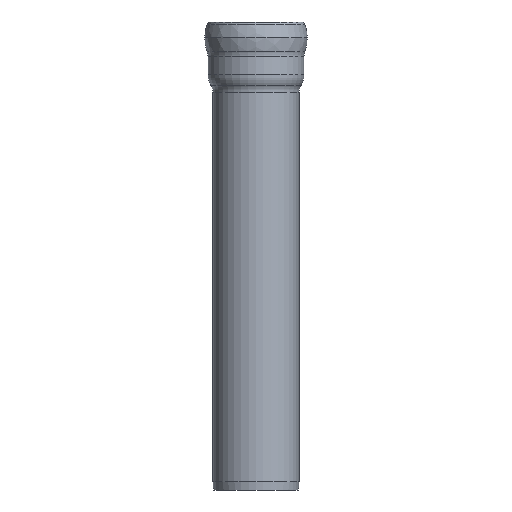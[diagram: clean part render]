
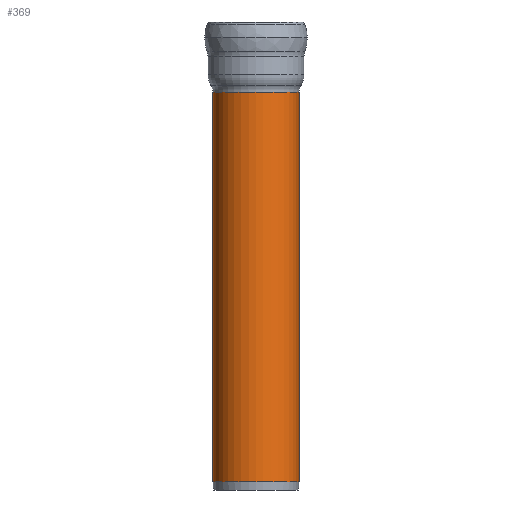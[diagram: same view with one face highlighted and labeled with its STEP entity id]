
A CAD part, front view. The second image highlights one B-rep face of the part: STEP entity #369.
In plain terms, the highlighted cylindrical face has radius 265 mm (diameter 530 mm), a full revolution.
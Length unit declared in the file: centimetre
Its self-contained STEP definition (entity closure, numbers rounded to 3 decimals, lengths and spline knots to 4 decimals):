
#33=CYLINDRICAL_SURFACE('',#400,26.5);
#42=FACE_OUTER_BOUND('',#64,.T.);
#64=EDGE_LOOP('',(#264,#265,#266,#267,#268,#269));
#86=LINE('',#618,#99);
#99=VECTOR('',#482,26.5);
#110=CIRCLE('',#393,26.5);
#111=CIRCLE('',#394,26.5);
#115=CIRCLE('',#401,26.5);
#116=CIRCLE('',#402,26.5);
#155=VERTEX_POINT('',#601);
#156=VERTEX_POINT('',#602);
#160=VERTEX_POINT('',#617);
#161=VERTEX_POINT('',#619);
#191=EDGE_CURVE('',#155,#156,#110,.T.);
#192=EDGE_CURVE('',#156,#155,#111,.T.);
#199=EDGE_CURVE('',#155,#160,#86,.T.);
#200=EDGE_CURVE('',#160,#161,#115,.T.);
#201=EDGE_CURVE('',#161,#160,#116,.T.);
#264=ORIENTED_EDGE('',*,*,#191,.T.);
#265=ORIENTED_EDGE('',*,*,#192,.T.);
#266=ORIENTED_EDGE('',*,*,#199,.T.);
#267=ORIENTED_EDGE('',*,*,#200,.T.);
#268=ORIENTED_EDGE('',*,*,#201,.T.);
#269=ORIENTED_EDGE('',*,*,#199,.F.);
#369=ADVANCED_FACE('',(#42),#33,.T.);
#393=AXIS2_PLACEMENT_3D('',#603,#463,#464);
#394=AXIS2_PLACEMENT_3D('',#604,#465,#466);
#400=AXIS2_PLACEMENT_3D('',#616,#480,#481);
#401=AXIS2_PLACEMENT_3D('',#620,#483,#484);
#402=AXIS2_PLACEMENT_3D('',#621,#485,#486);
#463=DIRECTION('center_axis',(0.,0.,1.));
#464=DIRECTION('ref_axis',(1.,0.,0.));
#465=DIRECTION('center_axis',(0.,0.,1.));
#466=DIRECTION('ref_axis',(1.,0.,0.));
#480=DIRECTION('center_axis',(0.,0.,-1.));
#481=DIRECTION('ref_axis',(0.,-1.,0.));
#482=DIRECTION('',(0.,0.,1.));
#483=DIRECTION('center_axis',(0.,0.,-1.));
#484=DIRECTION('ref_axis',(1.,0.,0.));
#485=DIRECTION('center_axis',(0.,0.,-1.));
#486=DIRECTION('ref_axis',(1.,0.,0.));
#601=CARTESIAN_POINT('',(0.,26.5,5.));
#602=CARTESIAN_POINT('',(26.5,0.,5.));
#603=CARTESIAN_POINT('Origin',(0.,0.,
5.));
#604=CARTESIAN_POINT('Origin',(0.,0.,
5.));
#616=CARTESIAN_POINT('Origin',(0.,0.,244.8727));
#617=CARTESIAN_POINT('',(0.,26.5,244.8727));
#618=CARTESIAN_POINT('',(0.,26.5,244.8727));
#619=CARTESIAN_POINT('',(0.,-26.5,244.8727));
#620=CARTESIAN_POINT('Origin',(0.,0.,244.8727));
#621=CARTESIAN_POINT('Origin',(0.,0.,244.8727));
